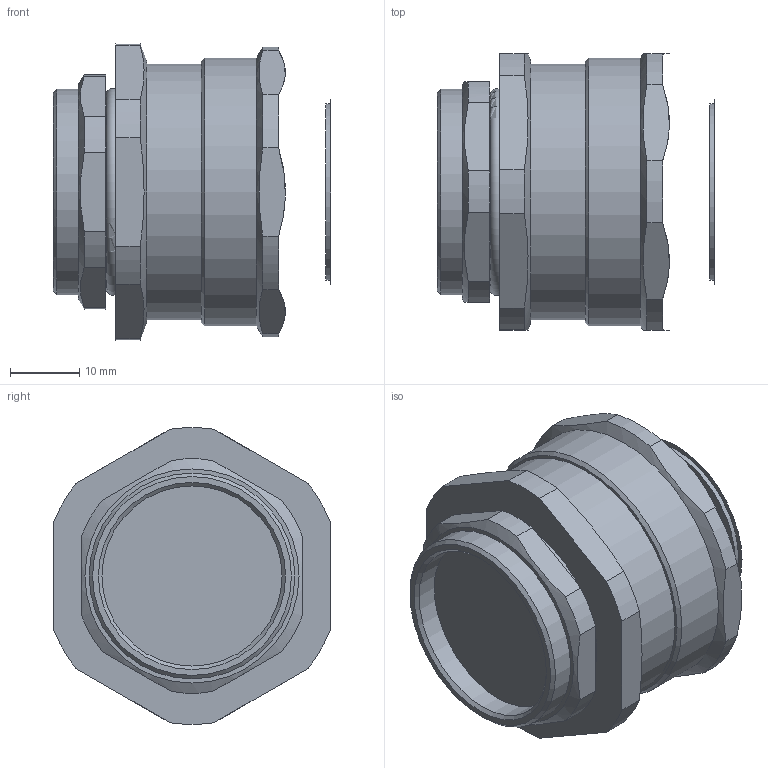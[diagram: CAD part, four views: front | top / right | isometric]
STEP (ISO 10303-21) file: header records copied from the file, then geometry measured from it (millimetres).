
FILE_DESCRIPTION(/* description */ (''),/* implementation_level */ '2;1');
FILE_NAME(/* name */ '',/* time_stamp */ '2023-07-13T09:16:57+07:00',/* author */ ('zeta-09'),/* organization */ (''),/* preprocessor_version */ 'ST-DEVELOPER v19.2',/* originating_system */ 'Autodesk Inventor 2024',/* authorisation */ '');
FILE_SCHEMA (('AUTOMOTIVE_DESIGN { 1 0 10303 214 3 1 1 }'));
Length unit declared in the file: millimetre
Products named in the file (1): Деталь10
Bounding box: 40.15 x 40 x 42.95 mm (x, y, z)
Volume: 39896.1 mm3; surface area: 7879.7 mm2
Topology: 1 solids, 1 shells, 59 faces, 146 edges, 96 vertices
Faces by surface type: plane 27, cylinder 23, cone 8, torus 1
Full cylindrical faces by diameter (mm): 25.5 x1, 26.1 x1, 29.8 x1, 37 x1, 38.8 x1
Entity records: 1861 total; most frequent: CARTESIAN_POINT 352, DIRECTION 301, ORIENTED_EDGE 292, EDGE_CURVE 146, AXIS2_PLACEMENT_3D 120, VERTEX_POINT 96, EDGE_LOOP 66, LINE 61
